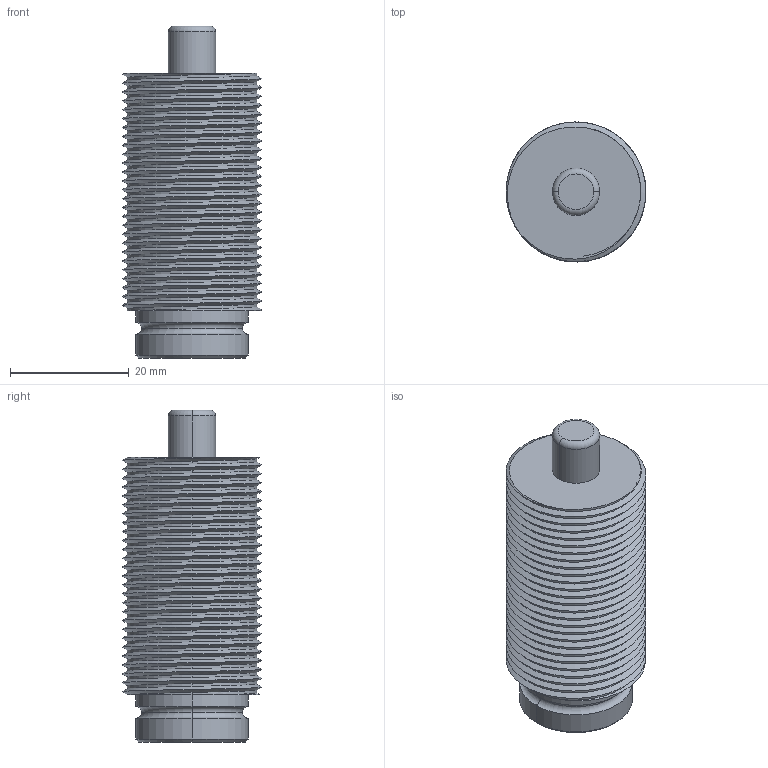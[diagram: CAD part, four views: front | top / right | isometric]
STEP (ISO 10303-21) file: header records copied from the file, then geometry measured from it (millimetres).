
FILE_DESCRIPTION (( 'STEP AP203' ), '1' );
FILE_NAME ('K19 M24_K19 007 A M24.step', '2018-11-22T18:51:59', ( '' ), ( '' ), 'SwSTEP 2.0', 'SolidWorks 2016', '' );
FILE_SCHEMA (( 'CONFIG_CONTROL_DESIGN' ));
Length unit declared in the file: millimetre
Products named in the file (1): K19 M24_K19 007 A M24
Bounding box: 23.57 x 23.57 x 56 mm (x, y, z)
Volume: 18153.2 mm3; surface area: 6352.3 mm2
Topology: 1 solids, 1 shells, 81 faces, 218 edges, 140 vertices
Faces by surface type: cylinder 63, torus 6, cone 6, plane 4, bspline 2
Entity records: 5689 total; most frequent: CARTESIAN_POINT 3908, ORIENTED_EDGE 432, DIRECTION 296, EDGE_CURVE 216, VERTEX_POINT 140, AXIS2_PLACEMENT_3D 114, EDGE_LOOP 84, FACE_OUTER_BOUND 81
